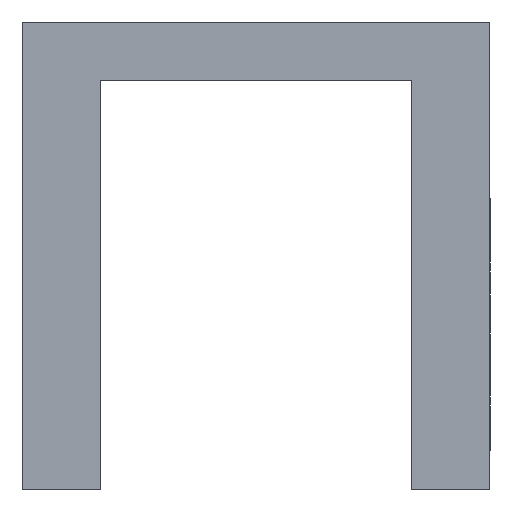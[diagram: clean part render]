
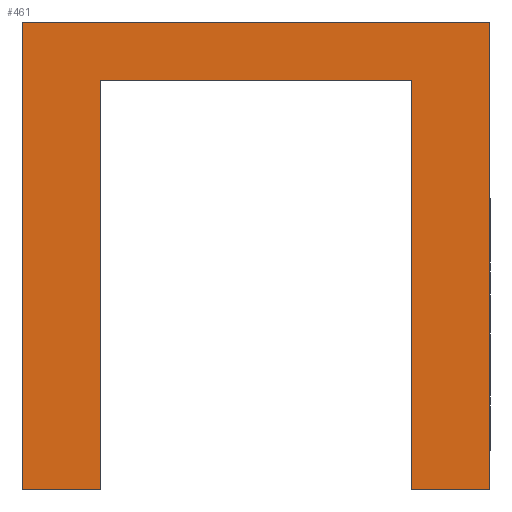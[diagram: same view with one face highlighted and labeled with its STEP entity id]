
A CAD part, front view. The second image highlights one B-rep face of the part: STEP entity #461.
In plain terms, the highlighted planar face has unit normal (0, -1, 0).
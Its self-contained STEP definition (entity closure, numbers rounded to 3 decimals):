
#2 = CARTESIAN_POINT ( 'NONE',  ( -4., 0., -10.5 ) ) ;
#78 = ORIENTED_EDGE ( 'NONE', *, *, #375, .F. ) ;
#101 = CARTESIAN_POINT ( 'NONE',  ( 0., 0., 0. ) ) ;
#118 = VERTEX_POINT ( 'NONE', #659 ) ;
#144 = EDGE_CURVE ( 'NONE', #1163, #488, #521, .T. ) ;
#180 = EDGE_CURVE ( 'NONE', #1162, #1163, #1612, .T. ) ;
#193 = LINE ( 'NONE', #971, #854 ) ;
#194 = ORIENTED_EDGE ( 'NONE', *, *, #1423, .F. ) ;
#234 = VECTOR ( 'NONE', #1058, 1000. ) ;
#253 = ORIENTED_EDGE ( 'NONE', *, *, #1148, .F. ) ;
#260 = CARTESIAN_POINT ( 'NONE',  ( -4., 0., -10.5 ) ) ;
#261 = VERTEX_POINT ( 'NONE', #545 ) ;
#355 = VECTOR ( 'NONE', #946, 1000. ) ;
#375 = EDGE_CURVE ( 'NONE', #381, #118, #193, .T. ) ;
#381 = VERTEX_POINT ( 'NONE', #1514 ) ;
#423 = VECTOR ( 'NONE', #945, 1000. ) ;
#449 = ORIENTED_EDGE ( 'NONE', *, *, #562, .F. ) ;
#461 = ADVANCED_FACE ( 'NONE', ( #1631 ), #599, .F. ) ;
#467 = ORIENTED_EDGE ( 'NONE', *, *, #180, .F. ) ;
#488 = VERTEX_POINT ( 'NONE', #1262 ) ;
#490 = EDGE_LOOP ( 'NONE', ( #449, #1346, #467, #194, #78, #1245, #774, #253 ) ) ;
#512 = DIRECTION ( 'NONE',  ( -1., 0., 0. ) ) ;
#521 = LINE ( 'NONE', #799, #768 ) ;
#545 = CARTESIAN_POINT ( 'NONE',  ( -6., 0., -10.5 ) ) ;
#553 = CARTESIAN_POINT ( 'NONE',  ( 4., 0., 0. ) ) ;
#562 = EDGE_CURVE ( 'NONE', #488, #646, #895, .T. ) ;
#599 = PLANE ( 'NONE',  #685 ) ;
#600 = DIRECTION ( 'NONE',  ( -1., 0., 0. ) ) ;
#627 = CARTESIAN_POINT ( 'NONE',  ( -6., 0., -10.5 ) ) ;
#633 = LINE ( 'NONE', #2, #355 ) ;
#646 = VERTEX_POINT ( 'NONE', #260 ) ;
#659 = CARTESIAN_POINT ( 'NONE',  ( 6., 0., -10.5 ) ) ;
#685 = AXIS2_PLACEMENT_3D ( 'NONE', #101, #1009, #1269 ) ;
#768 = VECTOR ( 'NONE', #512, 1000. ) ;
#774 = ORIENTED_EDGE ( 'NONE', *, *, #1496, .F. ) ;
#778 = EDGE_CURVE ( 'NONE', #874, #381, #1260, .T. ) ;
#782 = LINE ( 'NONE', #988, #1648 ) ;
#783 = CARTESIAN_POINT ( 'NONE',  ( 4., 0., -10.5 ) ) ;
#799 = CARTESIAN_POINT ( 'NONE',  ( 4., 0., 0. ) ) ;
#818 = CARTESIAN_POINT ( 'NONE',  ( -6., 0., 1.5 ) ) ;
#854 = VECTOR ( 'NONE', #1102, 1000. ) ;
#874 = VERTEX_POINT ( 'NONE', #1502 ) ;
#895 = LINE ( 'NONE', #1302, #234 ) ;
#933 = VECTOR ( 'NONE', #1624, 1000. ) ;
#945 = DIRECTION ( 'NONE',  ( 0., 0., 1. ) ) ;
#946 = DIRECTION ( 'NONE',  ( -1., 0., 0. ) ) ;
#971 = CARTESIAN_POINT ( 'NONE',  ( 6., 0., -10.5 ) ) ;
#988 = CARTESIAN_POINT ( 'NONE',  ( 4., 0., -10.5 ) ) ;
#1009 = DIRECTION ( 'NONE',  ( 0., 1., 0. ) ) ;
#1058 = DIRECTION ( 'NONE',  ( 0., 0., -1. ) ) ;
#1102 = DIRECTION ( 'NONE',  ( 0., 0., -1. ) ) ;
#1148 = EDGE_CURVE ( 'NONE', #646, #261, #633, .T. ) ;
#1154 = VECTOR ( 'NONE', #1540, 1000. ) ;
#1162 = VERTEX_POINT ( 'NONE', #783 ) ;
#1163 = VERTEX_POINT ( 'NONE', #1331 ) ;
#1245 = ORIENTED_EDGE ( 'NONE', *, *, #778, .F. ) ;
#1260 = LINE ( 'NONE', #818, #933 ) ;
#1262 = CARTESIAN_POINT ( 'NONE',  ( -4., 0., 0. ) ) ;
#1269 = DIRECTION ( 'NONE',  ( 0., 0., 1. ) ) ;
#1302 = CARTESIAN_POINT ( 'NONE',  ( -4., 0., 0. ) ) ;
#1331 = CARTESIAN_POINT ( 'NONE',  ( 4., 0., 0. ) ) ;
#1346 = ORIENTED_EDGE ( 'NONE', *, *, #144, .F. ) ;
#1423 = EDGE_CURVE ( 'NONE', #118, #1162, #782, .T. ) ;
#1496 = EDGE_CURVE ( 'NONE', #261, #874, #1501, .T. ) ;
#1501 = LINE ( 'NONE', #627, #1154 ) ;
#1502 = CARTESIAN_POINT ( 'NONE',  ( -6., 0., 1.5 ) ) ;
#1514 = CARTESIAN_POINT ( 'NONE',  ( 6., 0., 1.5 ) ) ;
#1540 = DIRECTION ( 'NONE',  ( 0., 0., 1. ) ) ;
#1612 = LINE ( 'NONE', #553, #423 ) ;
#1624 = DIRECTION ( 'NONE',  ( 1., 0., 0. ) ) ;
#1631 = FACE_OUTER_BOUND ( 'NONE', #490, .T. ) ;
#1648 = VECTOR ( 'NONE', #600, 1000. ) ;
